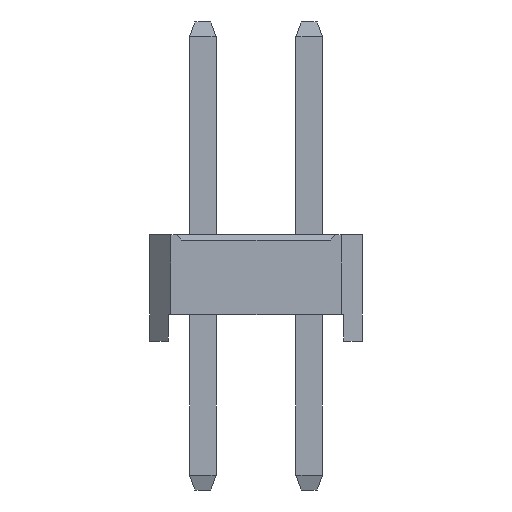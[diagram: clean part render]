
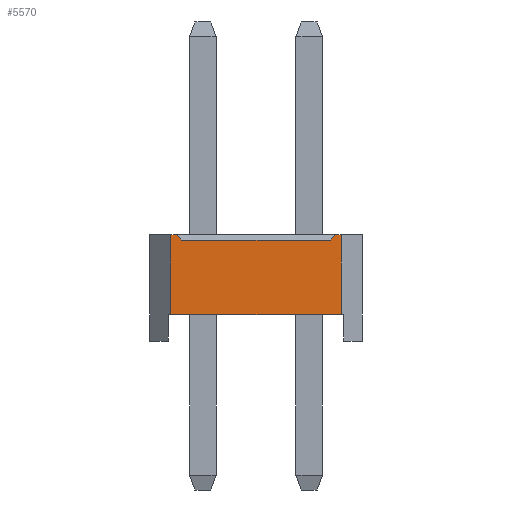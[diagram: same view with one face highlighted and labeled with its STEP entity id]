
A CAD part, left-side view. The second image highlights one B-rep face of the part: STEP entity #5570.
In plain terms, the highlighted planar face has unit normal (-1, 0, 0).
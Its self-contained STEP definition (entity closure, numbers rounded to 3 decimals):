
#5570=ADVANCED_FACE('',(#22336),#22338,.T.);
#22336=FACE_BOUND('',#22337,.T.);
#22337=EDGE_LOOP('',(#35441,#35442,#35443,#35444,#35445,#35446,#35447,#35448));
#22338=PLANE('',#22339);
#22339=AXIS2_PLACEMENT_3D('',#22340,#22341,#22342);
#22340=CARTESIAN_POINT('',(-1.,2.6,0.));
#22341=DIRECTION('',(-1.,0.,0.));
#22342=DIRECTION('',(0.,-1.,0.));
#35441=ORIENTED_EDGE('',*,*,#43530,.F.);
#35442=ORIENTED_EDGE('',*,*,#43531,.T.);
#35443=ORIENTED_EDGE('',*,*,#43532,.F.);
#35444=ORIENTED_EDGE('',*,*,#41716,.F.);
#35445=ORIENTED_EDGE('',*,*,#43533,.F.);
#35446=ORIENTED_EDGE('',*,*,#41052,.T.);
#35447=ORIENTED_EDGE('',*,*,#43529,.T.);
#35448=ORIENTED_EDGE('',*,*,#41720,.F.);
#41052=EDGE_CURVE('',#45712,#45710,#45713,.T.);
#41716=EDGE_CURVE('',#47038,#47040,#47041,.T.);
#41720=EDGE_CURVE('',#47046,#47048,#47049,.T.);
#43529=EDGE_CURVE('',#45710,#47048,#50053,.T.);
#43530=EDGE_CURVE('',#50054,#47046,#50055,.F.);
#43531=EDGE_CURVE('',#50054,#50056,#50057,.T.);
#43532=EDGE_CURVE('',#47040,#50056,#50058,.F.);
#43533=EDGE_CURVE('',#45712,#47038,#50059,.T.);
#45710=VERTEX_POINT('',#53266);
#45712=VERTEX_POINT('',#53270);
#45713=LINE('',#53271,#53272);
#47038=VERTEX_POINT('',#55922);
#47040=VERTEX_POINT('',#55926);
#47041=LINE('',#55927,#55928);
#47046=VERTEX_POINT('',#55938);
#47048=VERTEX_POINT('',#55942);
#47049=LINE('',#55943,#55944);
#50053=LINE('',#62565,#62566);
#50054=VERTEX_POINT('',#62568);
#50055=LINE('',#62569,#62570);
#50056=VERTEX_POINT('',#62572);
#50057=LINE('',#62573,#62574);
#50058=LINE('',#62576,#62577);
#50059=LINE('',#62579,#62580);
#53266=CARTESIAN_POINT('',(-1.,-0.6,0.5));
#53270=CARTESIAN_POINT('',(-1.,2.6,0.5));
#53271=CARTESIAN_POINT('',(-1.,2.6,0.5));
#53272=VECTOR('',#53273,1.);
#53273=DIRECTION('',(0.,-1.,0.));
#55922=CARTESIAN_POINT('',(-1.,2.6,2.));
#55926=CARTESIAN_POINT('',(-1.,2.5,2.));
#55927=CARTESIAN_POINT('',(-1.,2.6,2.));
#55928=VECTOR('',#55929,1.);
#55929=DIRECTION('',(0.,-1.,0.));
#55938=CARTESIAN_POINT('',(-1.,-0.5,2.));
#55942=CARTESIAN_POINT('',(-1.,-0.6,2.));
#55943=CARTESIAN_POINT('',(-1.,-0.5,2.));
#55944=VECTOR('',#55945,1.);
#55945=DIRECTION('',(0.,-1.,0.));
#62565=CARTESIAN_POINT('',(-1.,-0.6,0.5));
#62566=VECTOR('',#62567,1.);
#62567=DIRECTION('',(0.,0.,1.));
#62568=CARTESIAN_POINT('',(-1.,-0.4,1.9));
#62569=CARTESIAN_POINT('',(-1.,-0.5,2.));
#62570=VECTOR('',#62571,1.);
#62571=DIRECTION('',(0.,0.707,-0.707));
#62572=CARTESIAN_POINT('',(-1.,2.4,1.9));
#62573=CARTESIAN_POINT('',(-1.,-0.4,1.9));
#62574=VECTOR('',#62575,1.);
#62575=DIRECTION('',(0.,1.,0.));
#62576=CARTESIAN_POINT('',(-1.,2.4,1.9));
#62577=VECTOR('',#62578,1.);
#62578=DIRECTION('',(0.,0.707,0.707));
#62579=CARTESIAN_POINT('',(-1.,2.6,0.5));
#62580=VECTOR('',#62581,1.);
#62581=DIRECTION('',(0.,0.,1.));
